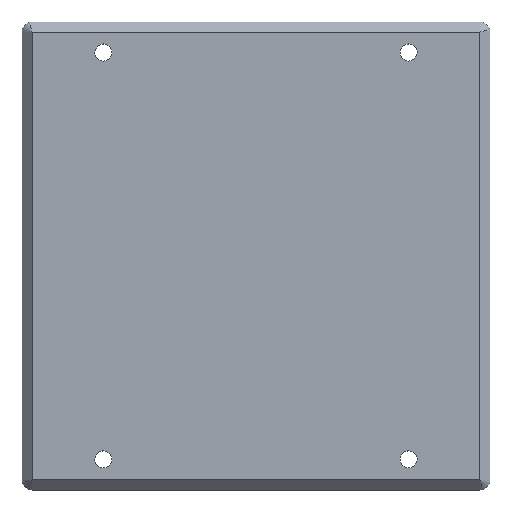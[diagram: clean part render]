
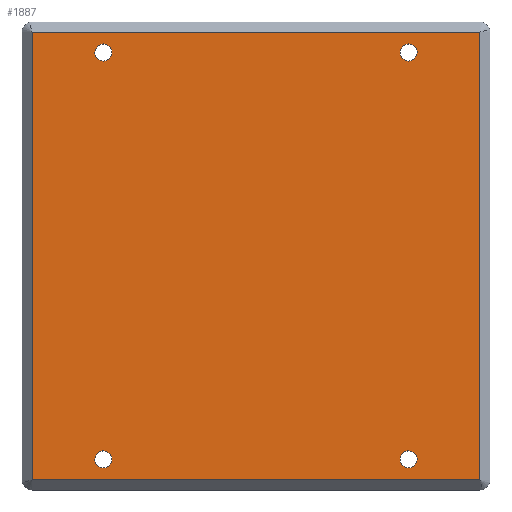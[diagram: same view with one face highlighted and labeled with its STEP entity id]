
A CAD part, top view. The second image highlights one B-rep face of the part: STEP entity #1887.
In plain terms, the highlighted planar face has unit normal (0, 0, 1).
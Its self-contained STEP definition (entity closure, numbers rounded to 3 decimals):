
#60=CARTESIAN_POINT('Vertex',(71.325,97.992,22.)) ;
#65=CARTESIAN_POINT('Axis2P3D Location',(75.,100.,22.)) ;
#69=CARTESIAN_POINT('Vertex',(78.675,102.008,22.)) ;
#91=CARTESIAN_POINT('Axis2P3D Location',(75.,100.,22.)) ;
#119=CARTESIAN_POINT('Vertex',(110.,-110.,22.)) ;
#1551=CARTESIAN_POINT('Vertex',(110.,110.,22.)) ;
#1596=CARTESIAN_POINT('Vertex',(-110.,110.,22.)) ;
#1665=CARTESIAN_POINT('Vertex',(-110.,-110.,22.)) ;
#1712=CARTESIAN_POINT('Line Origine',(110.,0.,22.)) ;
#1729=CARTESIAN_POINT('Line Origine',(0.,110.,22.)) ;
#1746=CARTESIAN_POINT('Line Origine',(-110.,0.,22.)) ;
#1763=CARTESIAN_POINT('Line Origine',(0.,-110.,22.)) ;
#1818=CARTESIAN_POINT('Axis2P3D Location',(0.,0.,22.)) ;
#1833=CARTESIAN_POINT('Axis2P3D Location',(-75.,100.,22.)) ;
#1837=CARTESIAN_POINT('Vertex',(-71.325,102.008,22.)) ;
#1839=CARTESIAN_POINT('Vertex',(-78.675,97.992,22.)) ;
#1842=CARTESIAN_POINT('Axis2P3D Location',(-75.,100.,22.)) ;
#1851=CARTESIAN_POINT('Axis2P3D Location',(-75.,-100.,22.)) ;
#1855=CARTESIAN_POINT('Vertex',(-71.325,-97.992,22.)) ;
#1857=CARTESIAN_POINT('Vertex',(-78.675,-102.008,22.)) ;
#1860=CARTESIAN_POINT('Axis2P3D Location',(-75.,-100.,22.)) ;
#1869=CARTESIAN_POINT('Axis2P3D Location',(75.,-100.,22.)) ;
#1873=CARTESIAN_POINT('Vertex',(78.675,-97.992,22.)) ;
#1875=CARTESIAN_POINT('Vertex',(71.325,-102.008,22.)) ;
#1878=CARTESIAN_POINT('Axis2P3D Location',(75.,-100.,22.)) ;
#66=DIRECTION('Axis2P3D Direction',(0.,-0.,1.)) ;
#92=DIRECTION('Axis2P3D Direction',(0.,-0.,1.)) ;
#1713=DIRECTION('Vector Direction',(0.,1.,0.)) ;
#1730=DIRECTION('Vector Direction',(-1.,0.,0.)) ;
#1747=DIRECTION('Vector Direction',(0.,1.,0.)) ;
#1764=DIRECTION('Vector Direction',(-1.,0.,0.)) ;
#1819=DIRECTION('Axis2P3D Direction',(0.,0.,-1.)) ;
#1820=DIRECTION('Axis2P3D XDirection',(-1.,0.,0.)) ;
#1834=DIRECTION('Axis2P3D Direction',(0.,0.,-1.)) ;
#1843=DIRECTION('Axis2P3D Direction',(0.,0.,-1.)) ;
#1852=DIRECTION('Axis2P3D Direction',(0.,0.,-1.)) ;
#1861=DIRECTION('Axis2P3D Direction',(0.,0.,-1.)) ;
#1870=DIRECTION('Axis2P3D Direction',(0.,0.,-1.)) ;
#1879=DIRECTION('Axis2P3D Direction',(0.,0.,-1.)) ;
#67=AXIS2_PLACEMENT_3D('Circle Axis2P3D',#65,#66,$) ;
#93=AXIS2_PLACEMENT_3D('Circle Axis2P3D',#91,#92,$) ;
#1821=AXIS2_PLACEMENT_3D('Plane Axis2P3D',#1818,#1819,#1820) ;
#1835=AXIS2_PLACEMENT_3D('Circle Axis2P3D',#1833,#1834,$) ;
#1844=AXIS2_PLACEMENT_3D('Circle Axis2P3D',#1842,#1843,$) ;
#1853=AXIS2_PLACEMENT_3D('Circle Axis2P3D',#1851,#1852,$) ;
#1862=AXIS2_PLACEMENT_3D('Circle Axis2P3D',#1860,#1861,$) ;
#1871=AXIS2_PLACEMENT_3D('Circle Axis2P3D',#1869,#1870,$) ;
#1880=AXIS2_PLACEMENT_3D('Circle Axis2P3D',#1878,#1879,$) ;
#1824=ORIENTED_EDGE('',*,*,#1716,.F.) ;
#1825=ORIENTED_EDGE('',*,*,#1733,.F.) ;
#1826=ORIENTED_EDGE('',*,*,#1750,.F.) ;
#1827=ORIENTED_EDGE('',*,*,#1767,.F.) ;
#1830=ORIENTED_EDGE('',*,*,#71,.T.) ;
#1831=ORIENTED_EDGE('',*,*,#95,.T.) ;
#1848=ORIENTED_EDGE('',*,*,#1841,.T.) ;
#1849=ORIENTED_EDGE('',*,*,#1846,.T.) ;
#1866=ORIENTED_EDGE('',*,*,#1859,.T.) ;
#1867=ORIENTED_EDGE('',*,*,#1864,.T.) ;
#1884=ORIENTED_EDGE('',*,*,#1877,.T.) ;
#1885=ORIENTED_EDGE('',*,*,#1882,.T.) ;
#1832=FACE_BOUND('',#1829,.T.) ;
#1850=FACE_BOUND('',#1847,.T.) ;
#1868=FACE_BOUND('',#1865,.T.) ;
#1886=FACE_BOUND('',#1883,.T.) ;
#1714=VECTOR('Line Direction',#1713,1.) ;
#1731=VECTOR('Line Direction',#1730,1.) ;
#1748=VECTOR('Line Direction',#1747,1.) ;
#1765=VECTOR('Line Direction',#1764,1.) ;
#1887=ADVANCED_FACE('Unterteil',(#1828,#1832,#1850,#1868,#1886),#1822,.F.) ;
#68=CIRCLE('generated circle',#67,4.188) ;
#94=CIRCLE('generated circle',#93,4.188) ;
#1836=CIRCLE('generated circle',#1835,4.188) ;
#1845=CIRCLE('generated circle',#1844,4.188) ;
#1854=CIRCLE('generated circle',#1853,4.188) ;
#1863=CIRCLE('generated circle',#1862,4.188) ;
#1872=CIRCLE('generated circle',#1871,4.188) ;
#1881=CIRCLE('generated circle',#1880,4.188) ;
#71=EDGE_CURVE('',#70,#61,#68,.F.) ;
#95=EDGE_CURVE('',#61,#70,#94,.F.) ;
#1716=EDGE_CURVE('',#1552,#120,#1715,.F.) ;
#1733=EDGE_CURVE('',#1597,#1552,#1732,.F.) ;
#1750=EDGE_CURVE('',#1666,#1597,#1749,.T.) ;
#1767=EDGE_CURVE('',#120,#1666,#1766,.T.) ;
#1841=EDGE_CURVE('',#1838,#1840,#1836,.T.) ;
#1846=EDGE_CURVE('',#1840,#1838,#1845,.T.) ;
#1859=EDGE_CURVE('',#1856,#1858,#1854,.T.) ;
#1864=EDGE_CURVE('',#1858,#1856,#1863,.T.) ;
#1877=EDGE_CURVE('',#1874,#1876,#1872,.T.) ;
#1882=EDGE_CURVE('',#1876,#1874,#1881,.T.) ;
#1823=EDGE_LOOP('',(#1824,#1825,#1826,#1827)) ;
#1829=EDGE_LOOP('',(#1830,#1831)) ;
#1847=EDGE_LOOP('',(#1848,#1849)) ;
#1865=EDGE_LOOP('',(#1866,#1867)) ;
#1883=EDGE_LOOP('',(#1884,#1885)) ;
#1828=FACE_OUTER_BOUND('',#1823,.T.) ;
#1715=LINE('Line',#1712,#1714) ;
#1732=LINE('Line',#1729,#1731) ;
#1749=LINE('Line',#1746,#1748) ;
#1766=LINE('Line',#1763,#1765) ;
#1822=PLANE('',#1821) ;
#61=VERTEX_POINT('',#60) ;
#70=VERTEX_POINT('',#69) ;
#120=VERTEX_POINT('',#119) ;
#1552=VERTEX_POINT('',#1551) ;
#1597=VERTEX_POINT('',#1596) ;
#1666=VERTEX_POINT('',#1665) ;
#1838=VERTEX_POINT('',#1837) ;
#1840=VERTEX_POINT('',#1839) ;
#1856=VERTEX_POINT('',#1855) ;
#1858=VERTEX_POINT('',#1857) ;
#1874=VERTEX_POINT('',#1873) ;
#1876=VERTEX_POINT('',#1875) ;
